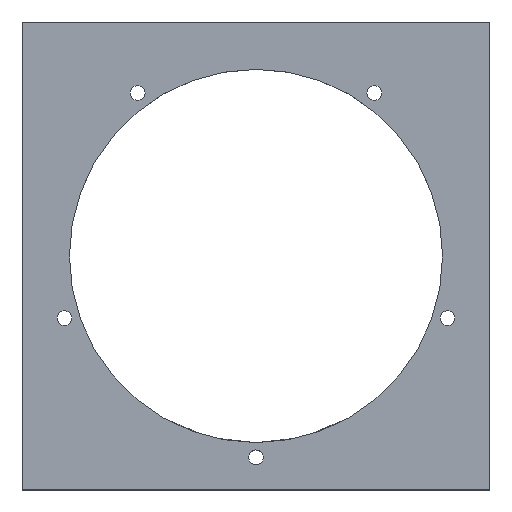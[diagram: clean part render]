
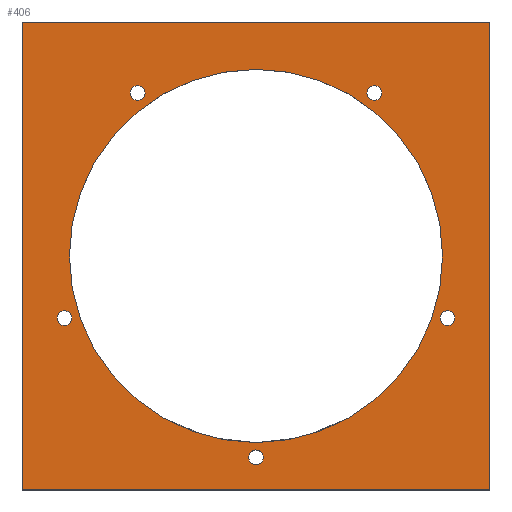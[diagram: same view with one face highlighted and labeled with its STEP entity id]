
A CAD part, top view. The second image highlights one B-rep face of the part: STEP entity #406.
In plain terms, the highlighted planar face has unit normal (0, 0, 1).
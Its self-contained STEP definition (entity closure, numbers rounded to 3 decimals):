
#19=PLANE('',#473);
#27=FACE_BOUND('',#82,.T.);
#28=FACE_BOUND('',#83,.T.);
#29=FACE_BOUND('',#84,.T.);
#30=FACE_BOUND('',#85,.T.);
#31=FACE_BOUND('',#86,.T.);
#32=FACE_BOUND('',#87,.T.);
#57=FACE_OUTER_BOUND('',#81,.T.);
#81=EDGE_LOOP('',(#355,#356,#357,#358));
#82=EDGE_LOOP('',(#359));
#83=EDGE_LOOP('',(#360,#361));
#84=EDGE_LOOP('',(#362,#363));
#85=EDGE_LOOP('',(#364,#365));
#86=EDGE_LOOP('',(#366,#367));
#87=EDGE_LOOP('',(#368,#369));
#111=LINE('',#757,#135);
#114=LINE('',#763,#138);
#117=LINE('',#769,#141);
#120=LINE('',#773,#144);
#135=VECTOR('',#575,10.);
#138=VECTOR('',#580,10.);
#141=VECTOR('',#585,10.);
#144=VECTOR('',#590,10.);
#157=CIRCLE('',#447,63.);
#159=CIRCLE('',#450,2.5);
#160=CIRCLE('',#451,2.5);
#162=CIRCLE('',#454,2.5);
#163=CIRCLE('',#455,2.5);
#165=CIRCLE('',#458,2.5);
#166=CIRCLE('',#459,2.5);
#168=CIRCLE('',#462,2.5);
#169=CIRCLE('',#463,2.5);
#171=CIRCLE('',#466,2.5);
#172=CIRCLE('',#467,2.5);
#190=VERTEX_POINT('',#705);
#192=VERTEX_POINT('',#711);
#193=VERTEX_POINT('',#712);
#195=VERTEX_POINT('',#719);
#196=VERTEX_POINT('',#720);
#198=VERTEX_POINT('',#727);
#199=VERTEX_POINT('',#728);
#201=VERTEX_POINT('',#735);
#202=VERTEX_POINT('',#736);
#204=VERTEX_POINT('',#743);
#205=VERTEX_POINT('',#744);
#209=VERTEX_POINT('',#754);
#210=VERTEX_POINT('',#756);
#212=VERTEX_POINT('',#762);
#214=VERTEX_POINT('',#768);
#235=EDGE_CURVE('',#190,#190,#157,.T.);
#238=EDGE_CURVE('',#192,#193,#159,.T.);
#239=EDGE_CURVE('',#193,#192,#160,.T.);
#242=EDGE_CURVE('',#195,#196,#162,.T.);
#243=EDGE_CURVE('',#196,#195,#163,.T.);
#246=EDGE_CURVE('',#198,#199,#165,.T.);
#247=EDGE_CURVE('',#199,#198,#166,.T.);
#250=EDGE_CURVE('',#201,#202,#168,.T.);
#251=EDGE_CURVE('',#202,#201,#169,.T.);
#254=EDGE_CURVE('',#204,#205,#171,.T.);
#255=EDGE_CURVE('',#205,#204,#172,.T.);
#260=EDGE_CURVE('',#210,#209,#111,.T.);
#263=EDGE_CURVE('',#212,#210,#114,.T.);
#266=EDGE_CURVE('',#214,#212,#117,.T.);
#269=EDGE_CURVE('',#209,#214,#120,.T.);
#355=ORIENTED_EDGE('',*,*,#269,.T.);
#356=ORIENTED_EDGE('',*,*,#266,.T.);
#357=ORIENTED_EDGE('',*,*,#263,.T.);
#358=ORIENTED_EDGE('',*,*,#260,.T.);
#359=ORIENTED_EDGE('',*,*,#235,.T.);
#360=ORIENTED_EDGE('',*,*,#238,.T.);
#361=ORIENTED_EDGE('',*,*,#239,.T.);
#362=ORIENTED_EDGE('',*,*,#242,.T.);
#363=ORIENTED_EDGE('',*,*,#243,.T.);
#364=ORIENTED_EDGE('',*,*,#246,.T.);
#365=ORIENTED_EDGE('',*,*,#247,.T.);
#366=ORIENTED_EDGE('',*,*,#250,.T.);
#367=ORIENTED_EDGE('',*,*,#251,.T.);
#368=ORIENTED_EDGE('',*,*,#254,.T.);
#369=ORIENTED_EDGE('',*,*,#255,.T.);
#406=ADVANCED_FACE('',(#57,#27,#28,#29,#30,#31,#32),#19,.T.);
#447=AXIS2_PLACEMENT_3D('',#706,#521,#522);
#450=AXIS2_PLACEMENT_3D('',#713,#528,#529);
#451=AXIS2_PLACEMENT_3D('',#714,#530,#531);
#454=AXIS2_PLACEMENT_3D('',#721,#537,#538);
#455=AXIS2_PLACEMENT_3D('',#722,#539,#540);
#458=AXIS2_PLACEMENT_3D('',#729,#546,#547);
#459=AXIS2_PLACEMENT_3D('',#730,#548,#549);
#462=AXIS2_PLACEMENT_3D('',#737,#555,#556);
#463=AXIS2_PLACEMENT_3D('',#738,#557,#558);
#466=AXIS2_PLACEMENT_3D('',#745,#564,#565);
#467=AXIS2_PLACEMENT_3D('',#746,#566,#567);
#473=AXIS2_PLACEMENT_3D('',#774,#591,#592);
#521=DIRECTION('center_axis',(0.,0.,-1.));
#522=DIRECTION('ref_axis',(-1.,0.,0.));
#528=DIRECTION('center_axis',(0.,0.,-1.));
#529=DIRECTION('ref_axis',(1.,0.,0.));
#530=DIRECTION('center_axis',(0.,0.,-1.));
#531=DIRECTION('ref_axis',(1.,0.,0.));
#537=DIRECTION('center_axis',(0.,0.,-1.));
#538=DIRECTION('ref_axis',(1.,0.,0.));
#539=DIRECTION('center_axis',(0.,0.,-1.));
#540=DIRECTION('ref_axis',(1.,0.,0.));
#546=DIRECTION('center_axis',(0.,0.,-1.));
#547=DIRECTION('ref_axis',(1.,0.,0.));
#548=DIRECTION('center_axis',(0.,0.,-1.));
#549=DIRECTION('ref_axis',(1.,0.,0.));
#555=DIRECTION('center_axis',(0.,0.,-1.));
#556=DIRECTION('ref_axis',(1.,0.,0.));
#557=DIRECTION('center_axis',(0.,0.,-1.));
#558=DIRECTION('ref_axis',(1.,0.,0.));
#564=DIRECTION('center_axis',(0.,0.,-1.));
#565=DIRECTION('ref_axis',(1.,0.,0.));
#566=DIRECTION('center_axis',(0.,0.,-1.));
#567=DIRECTION('ref_axis',(1.,0.,0.));
#575=DIRECTION('',(0.,-1.,0.));
#580=DIRECTION('',(-1.,0.,0.));
#585=DIRECTION('',(0.,1.,0.));
#590=DIRECTION('',(1.,0.,0.));
#591=DIRECTION('center_axis',(0.,0.,1.));
#592=DIRECTION('ref_axis',(1.,0.,0.));
#705=CARTESIAN_POINT('',(63.,0.,9.525));
#706=CARTESIAN_POINT('Origin',(0.,0.,9.525));
#711=CARTESIAN_POINT('',(-37.469,55.013,9.525));
#712=CARTESIAN_POINT('',(-42.469,55.013,9.525));
#713=CARTESIAN_POINT('Origin',(-39.969,55.013,9.525));
#714=CARTESIAN_POINT('Origin',(-39.969,55.013,9.525));
#719=CARTESIAN_POINT('',(67.172,-21.013,9.525));
#720=CARTESIAN_POINT('',(62.172,-21.013,9.525));
#721=CARTESIAN_POINT('Origin',(64.672,-21.013,9.525));
#722=CARTESIAN_POINT('Origin',(64.672,-21.013,9.525));
#727=CARTESIAN_POINT('',(2.5,-68.,9.525));
#728=CARTESIAN_POINT('',(-2.5,-68.,9.525));
#729=CARTESIAN_POINT('Origin',(0.,-68.,9.525));
#730=CARTESIAN_POINT('Origin',(0.,-68.,9.525));
#735=CARTESIAN_POINT('',(42.469,55.013,9.525));
#736=CARTESIAN_POINT('',(37.469,55.013,9.525));
#737=CARTESIAN_POINT('Origin',(39.969,55.013,9.525));
#738=CARTESIAN_POINT('Origin',(39.969,55.013,9.525));
#743=CARTESIAN_POINT('',(-62.172,-21.013,9.525));
#744=CARTESIAN_POINT('',(-67.172,-21.013,9.525));
#745=CARTESIAN_POINT('Origin',(-64.672,-21.013,9.525));
#746=CARTESIAN_POINT('Origin',(-64.672,-21.013,9.525));
#754=CARTESIAN_POINT('',(-79.,-79.,9.525));
#756=CARTESIAN_POINT('',(-79.,79.,9.525));
#757=CARTESIAN_POINT('',(-79.,79.,9.525));
#762=CARTESIAN_POINT('',(79.,79.,9.525));
#763=CARTESIAN_POINT('',(79.,79.,9.525));
#768=CARTESIAN_POINT('',(79.,-79.,9.525));
#769=CARTESIAN_POINT('',(79.,-79.,9.525));
#773=CARTESIAN_POINT('',(-79.,-79.,9.525));
#774=CARTESIAN_POINT('Origin',(0.,0.,9.525));
